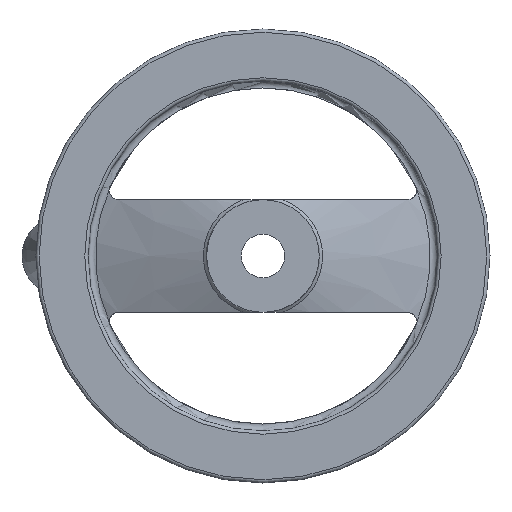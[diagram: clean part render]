
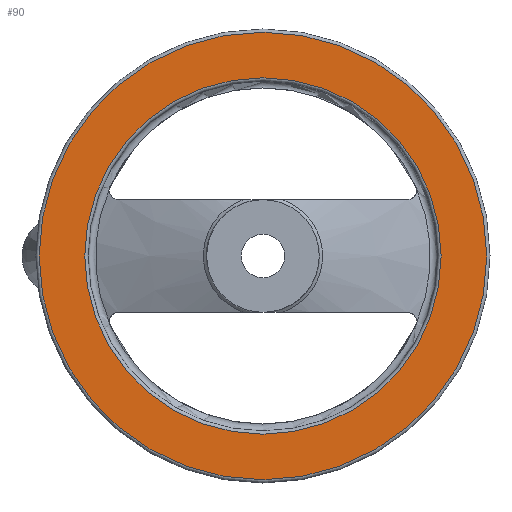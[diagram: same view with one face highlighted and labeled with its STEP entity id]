
A CAD part, left-side view. The second image highlights one B-rep face of the part: STEP entity #90.
In plain terms, the highlighted planar face has unit normal (-1, 0, 0).
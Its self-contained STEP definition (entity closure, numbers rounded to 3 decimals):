
#90 = ADVANCED_FACE( '', ( #199, #200 ), #201, .F. );
#199 = FACE_OUTER_BOUND( '', #363, .T. );
#200 = FACE_BOUND( '', #364, .T. );
#201 = PLANE( '', #365 );
#363 = EDGE_LOOP( '', ( #566 ) );
#364 = EDGE_LOOP( '', ( #567 ) );
#365 = AXIS2_PLACEMENT_3D( '', #568, #569, #570 );
#566 = ORIENTED_EDGE( '', *, *, #765, .F. );
#567 = ORIENTED_EDGE( '', *, *, #771, .T. );
#568 = CARTESIAN_POINT( '', ( 17.1, 49.056, 0. ) );
#569 = DIRECTION( '', ( 1., 0., 0. ) );
#570 = DIRECTION( '', ( 0., 0., -1. ) );
#765 = EDGE_CURVE( '', #904, #904, #905, .T. );
#771 = EDGE_CURVE( '', #913, #913, #914, .T. );
#904 = VERTEX_POINT( '', #1345 );
#905 = CIRCLE( '', #1346, 61.6 );
#913 = VERTEX_POINT( '', #1354 );
#914 = CIRCLE( '', #1355, 49.056 );
#1345 = CARTESIAN_POINT( '', ( 17.1, 0., -61.6 ) );
#1346 = AXIS2_PLACEMENT_3D( '', #1494, #1495, #1496 );
#1354 = CARTESIAN_POINT( '', ( 17.1, 0., -49.056 ) );
#1355 = AXIS2_PLACEMENT_3D( '', #1503, #1504, #1505 );
#1494 = CARTESIAN_POINT( '', ( 17.1, 0., 0. ) );
#1495 = DIRECTION( '', ( 1., 0., 0. ) );
#1496 = DIRECTION( '', ( 0., 0., -1. ) );
#1503 = CARTESIAN_POINT( '', ( 17.1, 0., 0. ) );
#1504 = DIRECTION( '', ( 1., 0., 0. ) );
#1505 = DIRECTION( '', ( 0., 0., -1. ) );
